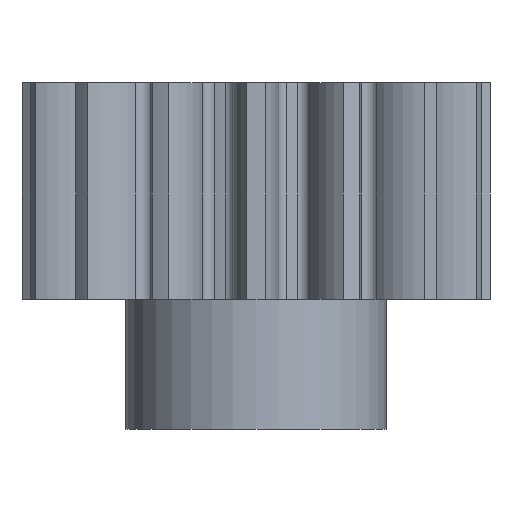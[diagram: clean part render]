
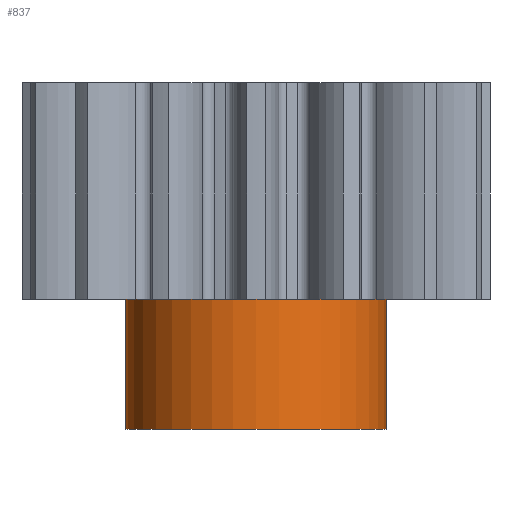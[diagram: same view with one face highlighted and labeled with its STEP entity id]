
A CAD part, front view. The second image highlights one B-rep face of the part: STEP entity #837.
In plain terms, the highlighted cylindrical face has radius 15 mm (diameter 30 mm), a partial arc.
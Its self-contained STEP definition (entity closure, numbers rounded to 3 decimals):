
#46 = VERTEX_POINT ( 'NONE', #1402 ) ;
#61 = VERTEX_POINT ( 'NONE', #1356 ) ;
#65 = EDGE_CURVE ( 'NONE', #131, #61, #1510, .T. ) ;
#101 = EDGE_CURVE ( 'NONE', #46, #113, #1599, .T. ) ;
#113 = VERTEX_POINT ( 'NONE', #1528 ) ;
#131 = VERTEX_POINT ( 'NONE', #1494 ) ;
#600 = EDGE_CURVE ( 'NONE', #61, #113, #2491, .T. ) ;
#825 = EDGE_LOOP ( 'NONE', ( #842, #1047, #1011, #1023 ) ) ;
#837 = ADVANCED_FACE ( 'NONE', ( #3111 ), #3076, .T. ) ;
#842 = ORIENTED_EDGE ( 'NONE', *, *, #65, .F. ) ;
#998 = EDGE_CURVE ( 'NONE', #131, #46, #3292, .T. ) ;
#1011 = ORIENTED_EDGE ( 'NONE', *, *, #101, .T. ) ;
#1023 = ORIENTED_EDGE ( 'NONE', *, *, #600, .F. ) ;
#1047 = ORIENTED_EDGE ( 'NONE', *, *, #998, .T. ) ;
#1356 = CARTESIAN_POINT ( 'NONE',  ( -15., 0., 0. ) ) ;
#1357 = DIRECTION ( 'NONE',  ( 1., 0., 0. ) ) ;
#1402 = CARTESIAN_POINT ( 'NONE',  ( 15., 0., -15. ) ) ;
#1494 = CARTESIAN_POINT ( 'NONE',  ( -15., 0., -15. ) ) ;
#1509 = CARTESIAN_POINT ( 'NONE',  ( -15., 0., -15. ) ) ;
#1510 = LINE ( 'NONE', #1509, #1545 ) ;
#1528 = CARTESIAN_POINT ( 'NONE',  ( 15., 0., 0. ) ) ;
#1544 = DIRECTION ( 'NONE',  ( 0., 0., 1. ) ) ;
#1545 = VECTOR ( 'NONE', #1544, 1000. ) ;
#1594 = DIRECTION ( 'NONE',  ( 0., 0., 1. ) ) ;
#1595 = VECTOR ( 'NONE', #1594, 1000. ) ;
#1596 = CARTESIAN_POINT ( 'NONE',  ( 15., 0., -15. ) ) ;
#1599 = LINE ( 'NONE', #1596, #1595 ) ;
#2490 = DIRECTION ( 'NONE',  ( 0., 0., 1. ) ) ;
#2491 = CIRCLE ( 'NONE', #2512, 15. ) ;
#2495 = CARTESIAN_POINT ( 'NONE',  ( 0., 0., 0. ) ) ;
#2512 = AXIS2_PLACEMENT_3D ( 'NONE', #2495, #2490, #1357 ) ;
#3076 = CYLINDRICAL_SURFACE ( 'NONE', #3110, 15. ) ;
#3110 = AXIS2_PLACEMENT_3D ( 'NONE', #3130, #3129, #3142 ) ;
#3111 = FACE_OUTER_BOUND ( 'NONE', #825, .T. ) ;
#3129 = DIRECTION ( 'NONE',  ( 0., 0., 1. ) ) ;
#3130 = CARTESIAN_POINT ( 'NONE',  ( 0., 0., -15. ) ) ;
#3142 = DIRECTION ( 'NONE',  ( 1., 0., 0. ) ) ;
#3292 = CIRCLE ( 'NONE', #3308, 15. ) ;
#3298 = DIRECTION ( 'NONE',  ( 1., 0., 0. ) ) ;
#3300 = CARTESIAN_POINT ( 'NONE',  ( 0., 0., -15. ) ) ;
#3306 = DIRECTION ( 'NONE',  ( 0., 0., 1. ) ) ;
#3308 = AXIS2_PLACEMENT_3D ( 'NONE', #3300, #3306, #3298 ) ;
